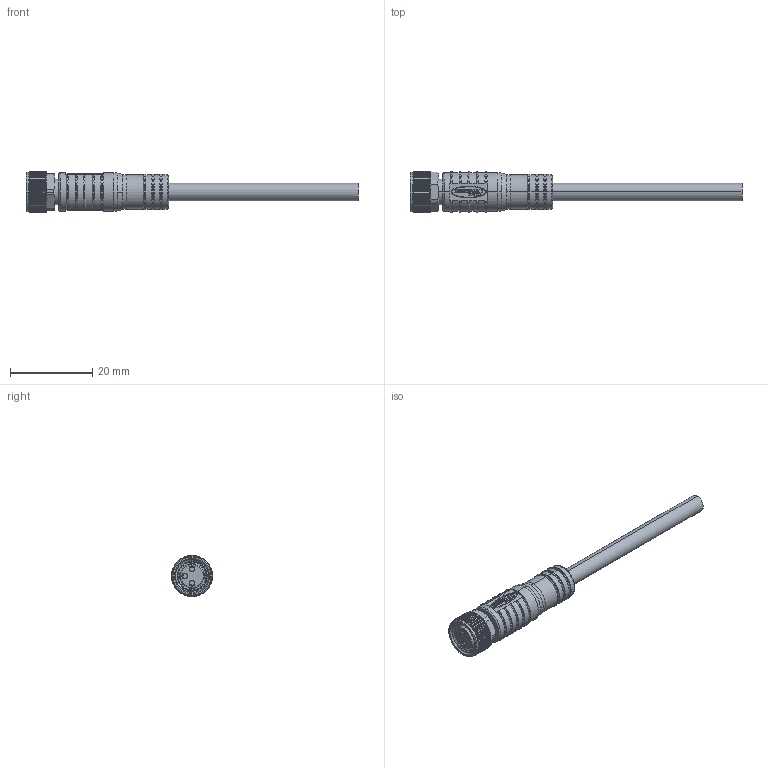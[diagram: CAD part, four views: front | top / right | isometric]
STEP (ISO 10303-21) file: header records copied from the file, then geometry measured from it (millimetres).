
FILE_DESCRIPTION (( 'STEP AP203' ), '1' );
FILE_NAME ('P24.STEP', '2020-03-30T06:01:00', ( 'edpusr' ), ( 'Microsoft' ), 'SwSTEP 2.0', 'SolidWorks 2015', '' );
FILE_SCHEMA (( 'CONFIG_CONTROL_DESIGN' ));
Length unit declared in the file: millimetre
Products named in the file (1): P24
Bounding box: 80.6 x 9.99 x 9.99 mm (x, y, z)
Volume: 2679.8 mm3; surface area: 2311.1 mm2
Topology: 1 solids, 1 shells, 793 faces, 2183 edges, 1436 vertices
Faces by surface type: plane 355, cylinder 351, bspline 59, cone 26, torus 2
Entity records: 29747 total; most frequent: CARTESIAN_POINT 10144, ORIENTED_EDGE 4366, DIRECTION 3678, EDGE_CURVE 2183, VERTEX_POINT 1436, LINE 1300, VECTOR 1300, AXIS2_PLACEMENT_3D 1189
